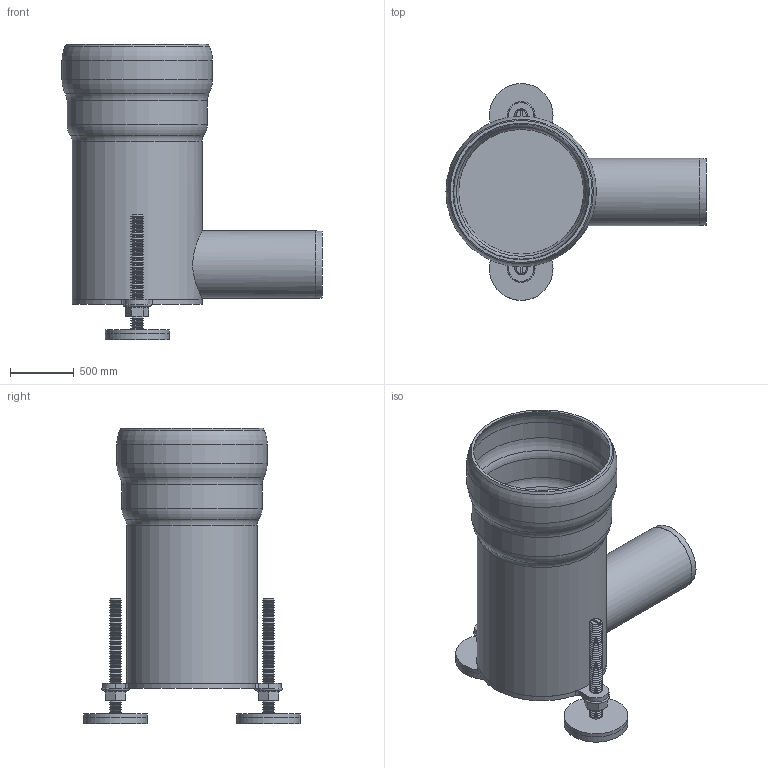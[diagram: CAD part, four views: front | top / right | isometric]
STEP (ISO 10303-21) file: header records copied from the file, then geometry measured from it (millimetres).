
FILE_DESCRIPTION(/* description */ (''),/* implementation_level */ '2;1');
FILE_NAME(/* name */ '13242.DB0X_3D.stp',/* time_stamp */ '2024-12-11T14:44:42+01:00',/* author */ ('CAD'),/* organization */ (''),/* preprocessor_version */ 'ST-DEVELOPER v20',/* originating_system */ 'AutoCAD Mechanical',/* authorisation */ '');
FILE_SCHEMA (('AUTOMOTIVE_DESIGN { 1 0 10303 214 3 1 1 }'));
Length unit declared in the file: centimetre
Products named in the file (2): Product; *S0
Assembly tree (1 placements, depth 2):
  Product
    *S0
Bounding box: 2040 x 1700 x 2320 mm (x, y, z)
Volume: 233526134.2 mm3; surface area: 20957115.2 mm2
Topology: 11 solids, 11 shells, 289 faces, 631 edges, 366 vertices
Faces by surface type: cone 203, plane 44, cylinder 28, torus 14
Full cylindrical faces by diameter (mm): 83.76 x2, 85 x2, 100 x2, 500 x6, 530 x1, 980 x1, 1020 x1, 1060 x1, 1100 x1, 1140 x1, 1180 x1
Entity records: 8293 total; most frequent: CARTESIAN_POINT 1907, DIRECTION 1445, ORIENTED_EDGE 1252, EDGE_CURVE 626, AXIS2_PLACEMENT_3D 596, VERTEX_POINT 356, CIRCLE 304, EDGE_LOOP 300
